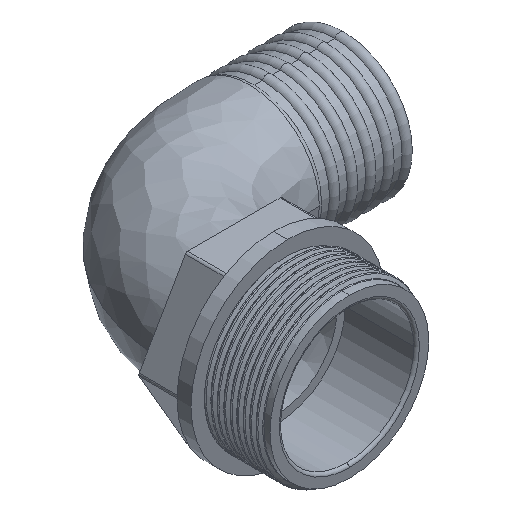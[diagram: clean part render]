
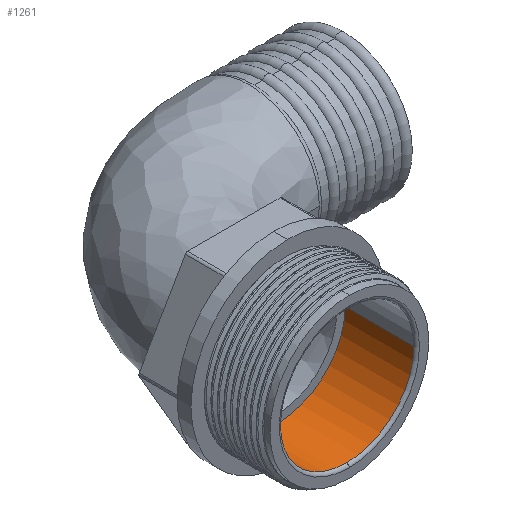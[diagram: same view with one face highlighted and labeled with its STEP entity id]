
A CAD part, isometric view. The second image highlights one B-rep face of the part: STEP entity #1261.
In plain terms, the highlighted cylindrical face has radius 24 mm (diameter 48 mm), a partial arc.
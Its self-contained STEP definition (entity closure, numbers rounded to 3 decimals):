
#974 = CARTESIAN_POINT ( 'NONE',  ( 24., -60.7, 0. ) ) ;
#975 = CARTESIAN_POINT ( 'NONE',  ( -24., -85.2, 0. ) ) ;
#1085 = CARTESIAN_POINT ( 'NONE',  ( 24., -85.2, 0. ) ) ;
#1087 = CARTESIAN_POINT ( 'NONE',  ( 0., -85.2, -24. ) ) ;
#1089 = CARTESIAN_POINT ( 'NONE',  ( -24., -60.7, 0. ) ) ;
#1227 = EDGE_CURVE ( 'NONE', #2137, #2147, #3461, .T. ) ;
#1233 = EDGE_CURVE ( 'NONE', #2139, #2016, #3472, .T. ) ;
#1234 = EDGE_CURVE ( 'NONE', #2139, #2019, #3594, .T. ) ;
#1235 = EDGE_CURVE ( 'NONE', #2019, #2137, #3474, .T. ) ;
#1236 = EDGE_CURVE ( 'NONE', #2016, #2147, #3588, .T. ) ;
#1261 = ADVANCED_FACE ( 'NONE', ( #4567 ), #4570, .F. ) ;
#1970 = ORIENTED_EDGE ( 'NONE', *, *, #1227, .T. ) ;
#1972 = ORIENTED_EDGE ( 'NONE', *, *, #1236, .F. ) ;
#2016 = VERTEX_POINT ( 'NONE', #974 ) ;
#2019 = VERTEX_POINT ( 'NONE', #975 ) ;
#2133 = EDGE_LOOP ( 'NONE', ( #5324, #5320, #5317, #1970, #1972 ) ) ;
#2137 = VERTEX_POINT ( 'NONE', #1087 ) ;
#2139 = VERTEX_POINT ( 'NONE', #1089 ) ;
#2147 = VERTEX_POINT ( 'NONE', #1085 ) ;
#3461 = CIRCLE ( 'NONE', #3465, 24. ) ;
#3465 = AXIS2_PLACEMENT_3D ( 'NONE', #3517, #3518, #3519 ) ;
#3468 = VECTOR ( 'NONE', #3598, 1000. ) ;
#3472 = CIRCLE ( 'NONE', #3473, 24. ) ;
#3473 = AXIS2_PLACEMENT_3D ( 'NONE', #3595, #3596, #3597 ) ;
#3474 = CIRCLE ( 'NONE', #4346, 24. ) ;
#3517 = CARTESIAN_POINT ( 'NONE',  ( 0., -85.2, 0. ) ) ;
#3518 = DIRECTION ( 'NONE',  ( 0., -1., 0. ) ) ;
#3519 = DIRECTION ( 'NONE',  ( 0., 0., -1. ) ) ;
#3588 = LINE ( 'NONE', #3593, #4342 ) ;
#3592 = CARTESIAN_POINT ( 'NONE',  ( -24., -86.2, 0. ) ) ;
#3593 = CARTESIAN_POINT ( 'NONE',  ( 24., -86.2, 0. ) ) ;
#3594 = LINE ( 'NONE', #3592, #3468 ) ;
#3595 = CARTESIAN_POINT ( 'NONE',  ( 0., -60.7, 0. ) ) ;
#3596 = DIRECTION ( 'NONE',  ( 0., -1., 0. ) ) ;
#3597 = DIRECTION ( 'NONE',  ( 1., 0., 0. ) ) ;
#3598 = DIRECTION ( 'NONE',  ( 0., -1., 0. ) ) ;
#3601 = CARTESIAN_POINT ( 'NONE',  ( 0., -85.2, 0. ) ) ;
#3602 = DIRECTION ( 'NONE',  ( 0., -1., 0. ) ) ;
#3603 = DIRECTION ( 'NONE',  ( 0., 0., -1. ) ) ;
#3604 = DIRECTION ( 'NONE',  ( 0., -1., 0. ) ) ;
#4335 = AXIS2_PLACEMENT_3D ( 'NONE', #4568, #4563, #4571 ) ;
#4342 = VECTOR ( 'NONE', #3604, 1000. ) ;
#4346 = AXIS2_PLACEMENT_3D ( 'NONE', #3601, #3602, #3603 ) ;
#4563 = DIRECTION ( 'NONE',  ( 0., -1., 0. ) ) ;
#4567 = FACE_OUTER_BOUND ( 'NONE', #2133, .T. ) ;
#4568 = CARTESIAN_POINT ( 'NONE',  ( 0., -86.2, 0. ) ) ;
#4570 = CYLINDRICAL_SURFACE ( 'NONE', #4335, 24. ) ;
#4571 = DIRECTION ( 'NONE',  ( 1., 0., 0. ) ) ;
#5317 = ORIENTED_EDGE ( 'NONE', *, *, #1235, .T. ) ;
#5320 = ORIENTED_EDGE ( 'NONE', *, *, #1234, .T. ) ;
#5324 = ORIENTED_EDGE ( 'NONE', *, *, #1233, .F. ) ;
